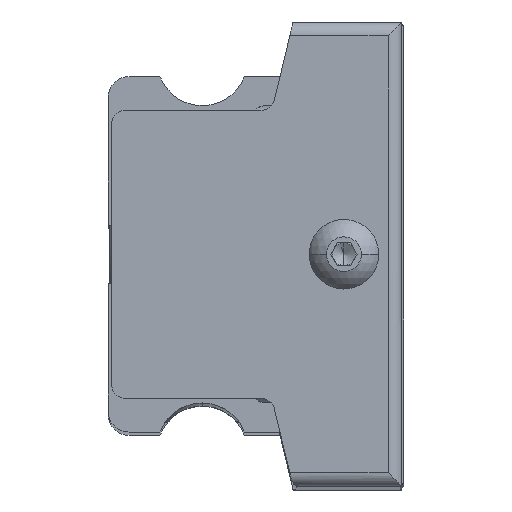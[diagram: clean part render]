
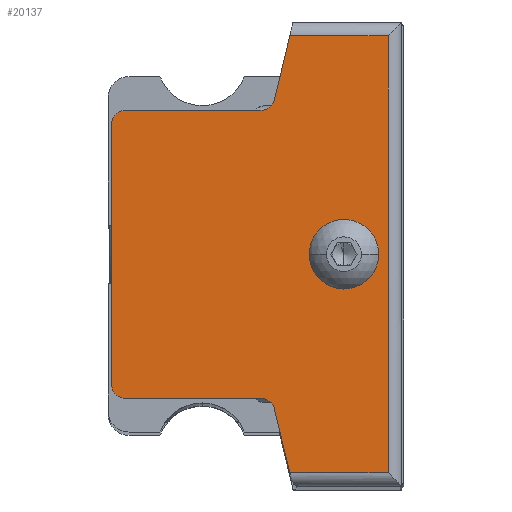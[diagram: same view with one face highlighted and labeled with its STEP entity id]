
A CAD part, top view. The second image highlights one B-rep face of the part: STEP entity #20137.
In plain terms, the highlighted planar face has unit normal (0, 0, 1).
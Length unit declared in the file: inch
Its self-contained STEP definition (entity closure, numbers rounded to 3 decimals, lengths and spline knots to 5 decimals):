
#149 = ORIENTED_EDGE ( 'NONE', *, *, #19981, .T. ) ;
#315 = FACE_BOUND ( 'NONE', #12310, .T. ) ;
#426 = ORIENTED_EDGE ( 'NONE', *, *, #23354, .F. ) ;
#579 = CARTESIAN_POINT ( 'NONE',  ( 1.03824, -0.62, -2.09398 ) ) ;
#690 = EDGE_CURVE ( 'NONE', #22531, #6643, #1822, .T. ) ;
#769 = CIRCLE ( 'NONE', #13297, 0.125 ) ;
#823 = VERTEX_POINT ( 'NONE', #2557 ) ;
#825 = CIRCLE ( 'NONE', #6440, 0.125 ) ;
#834 = VECTOR ( 'NONE', #3563, 39.37008 ) ;
#916 = CARTESIAN_POINT ( 'NONE',  ( 0.45554, -0.62, -2.09398 ) ) ;
#999 = CARTESIAN_POINT ( 'NONE',  ( 1.16237, -0.94, -2.09398 ) ) ;
#1016 = DIRECTION ( 'NONE',  ( 0., 0., 1. ) ) ;
#1075 = VERTEX_POINT ( 'NONE', #16030 ) ;
#1083 = EDGE_CURVE ( 'NONE', #12291, #13286, #11437, .T. ) ;
#1559 = DIRECTION ( 'NONE',  ( 0., 1., 0. ) ) ;
#1562 = ORIENTED_EDGE ( 'NONE', *, *, #11345, .T. ) ;
#1822 = CIRCLE ( 'NONE', #24250, 0.06 ) ;
#2319 = VERTEX_POINT ( 'NONE', #26699 ) ;
#2557 = CARTESIAN_POINT ( 'NONE',  ( 1.09659, -0.66599, -2.09398 ) ) ;
#2613 = VERTEX_POINT ( 'NONE', #999 ) ;
#2733 = VERTEX_POINT ( 'NONE', #5189 ) ;
#3318 = CARTESIAN_POINT ( 'NONE',  ( 1.08554, -0.62, -2.09398 ) ) ;
#3330 = DIRECTION ( 'NONE',  ( 0., 0., -1. ) ) ;
#3355 = CARTESIAN_POINT ( 'NONE',  ( 1.39554, 0., -2.09398 ) ) ;
#3395 = VECTOR ( 'NONE', #13338, 39.37008 ) ;
#3528 = DIRECTION ( 'NONE',  ( 0., 1., 0. ) ) ;
#3563 = DIRECTION ( 'NONE',  ( 1., 0., 0. ) ) ;
#3589 = DIRECTION ( 'NONE',  ( 0., 0., -1. ) ) ;
#3811 = EDGE_CURVE ( 'NONE', #2613, #17006, #19794, .T. ) ;
#3837 = CIRCLE ( 'NONE', #15924, 0.06 ) ;
#4656 = CARTESIAN_POINT ( 'NONE',  ( 1.58554, 0.94, -2.09398 ) ) ;
#4686 = CARTESIAN_POINT ( 'NONE',  ( 1.08554, 0.62, -2.09398 ) ) ;
#4761 = ORIENTED_EDGE ( 'NONE', *, *, #10264, .F. ) ;
#5189 = CARTESIAN_POINT ( 'NONE',  ( 1.39554, 0.125, -2.09398 ) ) ;
#5484 = DIRECTION ( 'NONE',  ( 1., 0., 0. ) ) ;
#5612 = CARTESIAN_POINT ( 'NONE',  ( 1.08554, 0.62, -2.09398 ) ) ;
#5813 = ORIENTED_EDGE ( 'NONE', *, *, #24428, .T. ) ;
#5855 = ORIENTED_EDGE ( 'NONE', *, *, #20736, .F. ) ;
#6406 = DIRECTION ( 'NONE',  ( 0., -1., 0. ) ) ;
#6440 = AXIS2_PLACEMENT_3D ( 'NONE', #18170, #7748, #21958 ) ;
#6643 = VERTEX_POINT ( 'NONE', #22291 ) ;
#7383 = CARTESIAN_POINT ( 'NONE',  ( 1.03824, -0.68, -2.09398 ) ) ;
#7589 = VERTEX_POINT ( 'NONE', #17183 ) ;
#7748 = DIRECTION ( 'NONE',  ( 0., 0., 1. ) ) ;
#7813 = CARTESIAN_POINT ( 'NONE',  ( 0.45554, 0.62, -2.09398 ) ) ;
#8563 = VECTOR ( 'NONE', #6406, 39.37008 ) ;
#8823 = EDGE_CURVE ( 'NONE', #7589, #12291, #14589, .T. ) ;
#9147 = CARTESIAN_POINT ( 'NONE',  ( 1.58554, -0.94, -2.09398 ) ) ;
#9245 = DIRECTION ( 'NONE',  ( 0., 1., 0. ) ) ;
#9262 = CARTESIAN_POINT ( 'NONE',  ( 1.16237, 0.94, -2.09398 ) ) ;
#9475 = CARTESIAN_POINT ( 'NONE',  ( 0.45554, 0.56, -2.09398 ) ) ;
#9839 = AXIS2_PLACEMENT_3D ( 'NONE', #13320, #1016, #9245 ) ;
#10264 = EDGE_CURVE ( 'NONE', #2613, #823, #11671, .T. ) ;
#10479 = CARTESIAN_POINT ( 'NONE',  ( 0.39554, 0.62, -2.09398 ) ) ;
#10589 = EDGE_LOOP ( 'NONE', ( #20932, #23161, #1562, #19227, #19972, #5813, #4761, #18235, #149, #15317, #23522, #26130 ) ) ;
#11345 = EDGE_CURVE ( 'NONE', #6643, #7589, #12510, .T. ) ;
#11437 = LINE ( 'NONE', #3318, #21693 ) ;
#11671 = LINE ( 'NONE', #20043, #26674 ) ;
#11825 = CARTESIAN_POINT ( 'NONE',  ( 0.39554, -0.94, -2.09398 ) ) ;
#11969 = DIRECTION ( 'NONE',  ( -1., 0., 0. ) ) ;
#12291 = VERTEX_POINT ( 'NONE', #916 ) ;
#12310 = EDGE_LOOP ( 'NONE', ( #5855, #426 ) ) ;
#12365 = VECTOR ( 'NONE', #11969, 39.37008 ) ;
#12510 = LINE ( 'NONE', #26685, #8563 ) ;
#13286 = VERTEX_POINT ( 'NONE', #579 ) ;
#13297 = AXIS2_PLACEMENT_3D ( 'NONE', #3355, #25391, #23631 ) ;
#13320 = CARTESIAN_POINT ( 'NONE',  ( 0.45554, -0.56, -2.09398 ) ) ;
#13338 = DIRECTION ( 'NONE',  ( 0.233, 0.972, 0. ) ) ;
#13393 = CIRCLE ( 'NONE', #25911, 0.06 ) ;
#14589 = CIRCLE ( 'NONE', #9839, 0.06 ) ;
#14968 = VECTOR ( 'NONE', #1559, 39.37008 ) ;
#15317 = ORIENTED_EDGE ( 'NONE', *, *, #24090, .T. ) ;
#15499 = LINE ( 'NONE', #4686, #3395 ) ;
#15888 = LINE ( 'NONE', #5612, #12365 ) ;
#15924 = AXIS2_PLACEMENT_3D ( 'NONE', #18069, #3589, #17930 ) ;
#16030 = CARTESIAN_POINT ( 'NONE',  ( 1.03824, 0.62, -2.09398 ) ) ;
#17006 = VERTEX_POINT ( 'NONE', #9147 ) ;
#17183 = CARTESIAN_POINT ( 'NONE',  ( 0.39554, -0.56, -2.09398 ) ) ;
#17601 = AXIS2_PLACEMENT_3D ( 'NONE', #10479, #20616, #21002 ) ;
#17930 = DIRECTION ( 'NONE',  ( 0., 1., 0. ) ) ;
#18069 = CARTESIAN_POINT ( 'NONE',  ( 1.03824, 0.68, -2.09398 ) ) ;
#18170 = CARTESIAN_POINT ( 'NONE',  ( 1.39554, 0., -2.09398 ) ) ;
#18235 = ORIENTED_EDGE ( 'NONE', *, *, #3811, .T. ) ;
#18955 = EDGE_CURVE ( 'NONE', #1075, #22531, #15888, .T. ) ;
#19227 = ORIENTED_EDGE ( 'NONE', *, *, #8823, .T. ) ;
#19794 = LINE ( 'NONE', #11825, #834 ) ;
#19972 = ORIENTED_EDGE ( 'NONE', *, *, #1083, .T. ) ;
#19981 = EDGE_CURVE ( 'NONE', #17006, #24611, #20081, .T. ) ;
#20043 = CARTESIAN_POINT ( 'NONE',  ( 1.08554, -0.62, -2.09398 ) ) ;
#20081 = LINE ( 'NONE', #26428, #14968 ) ;
#20137 = ADVANCED_FACE ( 'NONE', ( #24668, #315 ), #22643, .F. ) ;
#20616 = DIRECTION ( 'NONE',  ( 0., 0., -1. ) ) ;
#20736 = EDGE_CURVE ( 'NONE', #2733, #2319, #769, .T. ) ;
#20932 = ORIENTED_EDGE ( 'NONE', *, *, #18955, .T. ) ;
#21002 = DIRECTION ( 'NONE',  ( 0., 1., 0. ) ) ;
#21189 = EDGE_CURVE ( 'NONE', #22270, #21255, #15499, .T. ) ;
#21255 = VERTEX_POINT ( 'NONE', #9262 ) ;
#21393 = EDGE_CURVE ( 'NONE', #22270, #1075, #3837, .T. ) ;
#21693 = VECTOR ( 'NONE', #5484, 39.37008 ) ;
#21785 = LINE ( 'NONE', #25977, #25450 ) ;
#21958 = DIRECTION ( 'NONE',  ( 0., -1., 0. ) ) ;
#22185 = DIRECTION ( 'NONE',  ( 0., 0., 1. ) ) ;
#22270 = VERTEX_POINT ( 'NONE', #23637 ) ;
#22291 = CARTESIAN_POINT ( 'NONE',  ( 0.39554, 0.56, -2.09398 ) ) ;
#22531 = VERTEX_POINT ( 'NONE', #7813 ) ;
#22643 = PLANE ( 'NONE',  #17601 ) ;
#23161 = ORIENTED_EDGE ( 'NONE', *, *, #690, .T. ) ;
#23354 = EDGE_CURVE ( 'NONE', #2319, #2733, #825, .T. ) ;
#23522 = ORIENTED_EDGE ( 'NONE', *, *, #21189, .F. ) ;
#23631 = DIRECTION ( 'NONE',  ( 0., -1., 0. ) ) ;
#23637 = CARTESIAN_POINT ( 'NONE',  ( 1.09659, 0.66599, -2.09398 ) ) ;
#23879 = DIRECTION ( 'NONE',  ( 0., 1., 0. ) ) ;
#23944 = DIRECTION ( 'NONE',  ( -1., 0., 0. ) ) ;
#24090 = EDGE_CURVE ( 'NONE', #24611, #21255, #21785, .T. ) ;
#24250 = AXIS2_PLACEMENT_3D ( 'NONE', #9475, #22185, #3528 ) ;
#24428 = EDGE_CURVE ( 'NONE', #13286, #823, #13393, .T. ) ;
#24611 = VERTEX_POINT ( 'NONE', #4656 ) ;
#24668 = FACE_OUTER_BOUND ( 'NONE', #10589, .T. ) ;
#25391 = DIRECTION ( 'NONE',  ( 0., 0., 1. ) ) ;
#25450 = VECTOR ( 'NONE', #23944, 39.37008 ) ;
#25911 = AXIS2_PLACEMENT_3D ( 'NONE', #7383, #3330, #23879 ) ;
#25977 = CARTESIAN_POINT ( 'NONE',  ( 0.39554, 0.94, -2.09398 ) ) ;
#26122 = DIRECTION ( 'NONE',  ( -0.233, 0.972, 0. ) ) ;
#26130 = ORIENTED_EDGE ( 'NONE', *, *, #21393, .T. ) ;
#26428 = CARTESIAN_POINT ( 'NONE',  ( 1.58554, 0.62, -2.09398 ) ) ;
#26674 = VECTOR ( 'NONE', #26122, 39.37008 ) ;
#26685 = CARTESIAN_POINT ( 'NONE',  ( 0.39554, -0.62, -2.09398 ) ) ;
#26699 = CARTESIAN_POINT ( 'NONE',  ( 1.39554, -0.125, -2.09398 ) ) ;
